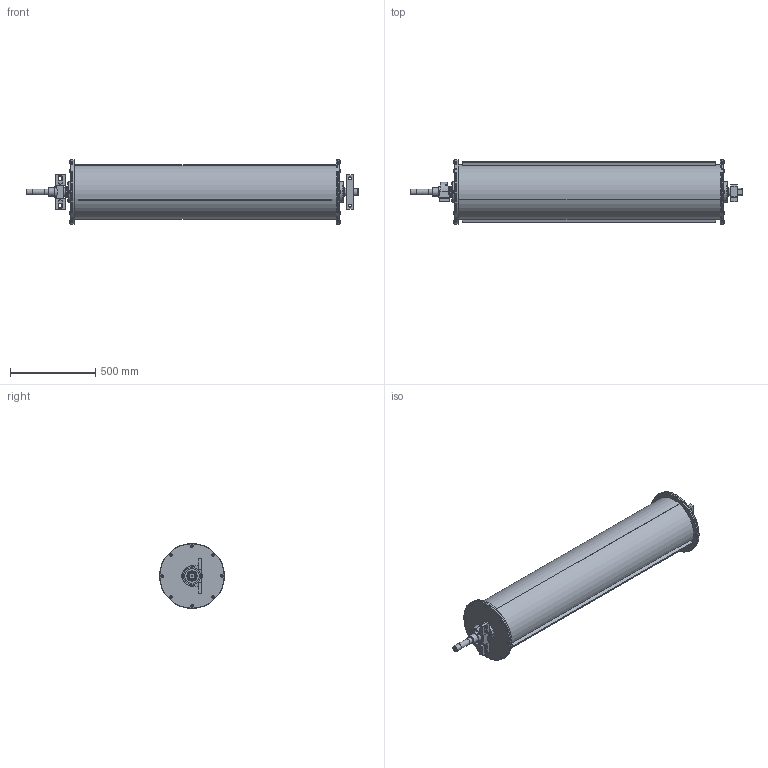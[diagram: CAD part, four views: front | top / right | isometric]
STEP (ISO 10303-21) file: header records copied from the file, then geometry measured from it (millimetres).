
FILE_DESCRIPTION(/* description */ ('RMD-15-32'),/* implementation_level */ '2;1');
FILE_NAME(/* name */ 'E0062450_RMD-15-32-RS-F-OR-30S2.stp',/* time_stamp */ '2016-10-20T11:16:06+02:00',/* author */ ('dd'),/* organization */ (''),/* preprocessor_version */ 'ST-DEVELOPER v15.6',/* originating_system */ 'Autodesk Inventor 2015',/* authorisation */ '');
FILE_SCHEMA (('AUTOMOTIVE_DESIGN { 1 0 10303 214 3 1 1 }'));
Length unit declared in the file: millimetre
Products named in the file (1): E0062450
Bounding box: 1943 x 380 x 380 mm (x, y, z)
Volume: 18741718.3 mm3; surface area: 4522066.7 mm2
Topology: 4 solids, 4 shells, 785 faces, 1754 edges, 1128 vertices
Faces by surface type: plane 393, cylinder 195, cone 163, torus 31, sphere 3
Full cylindrical faces by diameter (mm): 5.918 x1, 6.647 x24, 7.323 x16, 8 x16, 8.4 x16, 9 x16, 10 x1, 10.106 x1, 10.5 x1, 11.4 x16, 13 x8, 13.835 x1, 15 x4, 16 x17, 17 x1, 18 x3, 34.8 x1, 35 x2, 45 x1, 50 x4, 60 x2, 61.8 x2, 70 x1, 80 x1, 100 x2, 120 x2, 305 x2, 316 x1, 322 x1, 322.8 x2
Entity records: 20859 total; most frequent: CARTESIAN_POINT 4130, DIRECTION 3259, ORIENTED_EDGE 2774, EDGE_CURVE 1385, AXIS2_PLACEMENT_3D 1356, EDGE_LOOP 1245, VERTEX_POINT 1022, STYLED_ITEM 787
